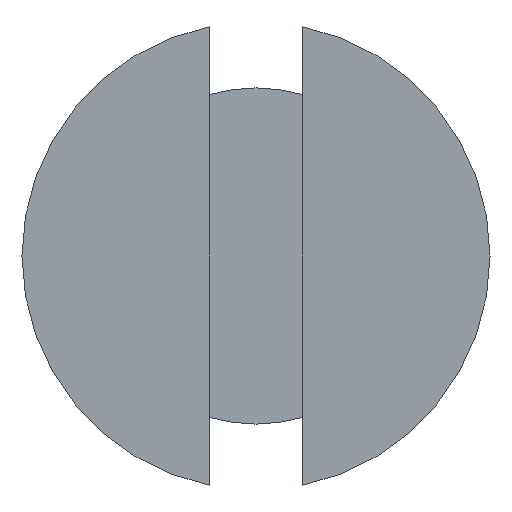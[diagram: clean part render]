
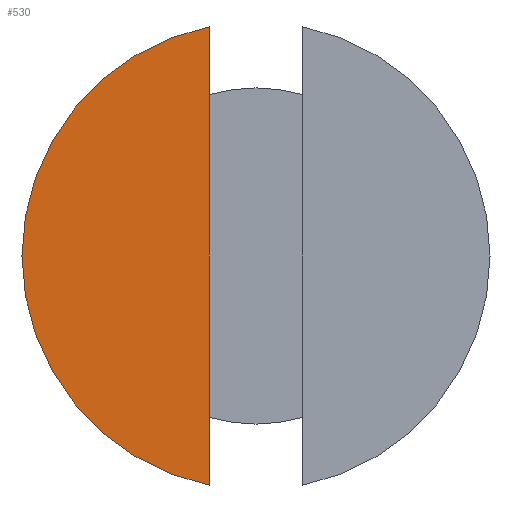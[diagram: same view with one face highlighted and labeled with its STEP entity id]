
A CAD part, left-side view. The second image highlights one B-rep face of the part: STEP entity #530.
In plain terms, the highlighted planar face has unit normal (-1, 0, 0).
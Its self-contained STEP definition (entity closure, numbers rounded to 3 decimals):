
#19=PLANE('',#596);
#56=FACE_OUTER_BOUND('',#86,.T.);
#86=EDGE_LOOP('',(#427,#428));
#110=CIRCLE('',#597,1.15);
#166=LINE('',#1903,#190);
#190=VECTOR('',#692,1000.);
#248=VERTEX_POINT('',#1900);
#249=VERTEX_POINT('',#1901);
#322=EDGE_CURVE('',#248,#249,#110,.T.);
#323=EDGE_CURVE('',#249,#248,#166,.T.);
#427=ORIENTED_EDGE('',*,*,#322,.T.);
#428=ORIENTED_EDGE('',*,*,#323,.T.);
#530=ADVANCED_FACE('',(#56),#19,.F.);
#596=AXIS2_PLACEMENT_3D('',#1899,#688,#689);
#597=AXIS2_PLACEMENT_3D('',#1902,#690,#691);
#688=DIRECTION('center_axis',(1.,0.,0.));
#689=DIRECTION('ref_axis',(0.,1.,0.));
#690=DIRECTION('center_axis',(-1.,0.,0.));
#691=DIRECTION('ref_axis',(0.,-1.,0.));
#692=DIRECTION('',(0.,0.,1.));
#1899=CARTESIAN_POINT('Origin',(-2.,0.,0.));
#1900=CARTESIAN_POINT('',(-2.,0.23,1.127));
#1901=CARTESIAN_POINT('',(-2.,0.23,-1.127));
#1902=CARTESIAN_POINT('Origin',(-2.,0.,0.));
#1903=CARTESIAN_POINT('',(-2.,0.23,-1.15));
